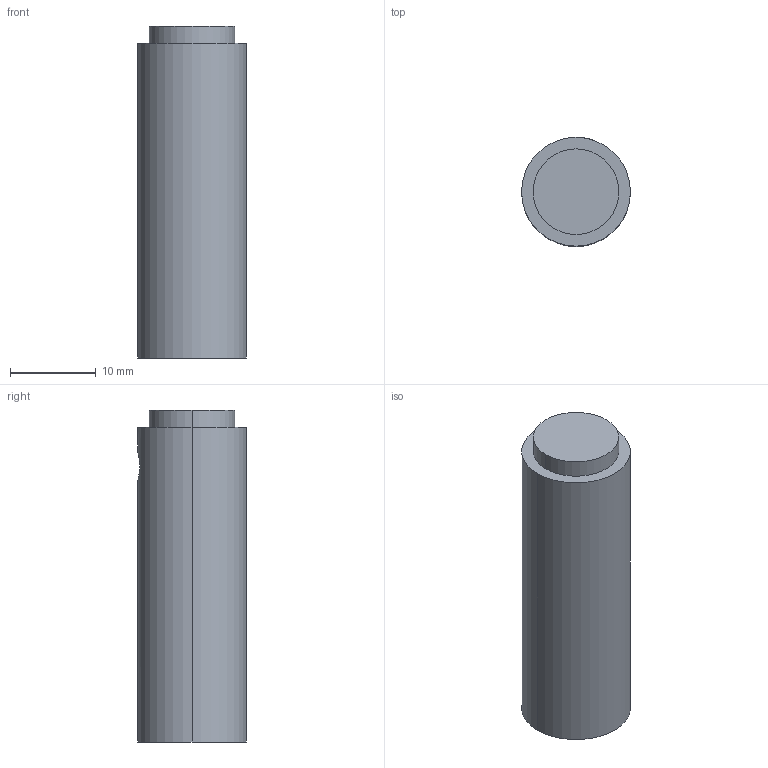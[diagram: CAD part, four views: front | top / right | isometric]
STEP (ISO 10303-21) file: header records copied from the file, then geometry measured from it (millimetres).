
FILE_DESCRIPTION (( 'STEP AP214' ), '1' );
FILE_NAME ('Lance 1.STEP', '2020-09-04T22:58:35', ( '' ), ( '' ), 'SwSTEP 2.0', 'SolidWorks 2019', '' );
FILE_SCHEMA (( 'AUTOMOTIVE_DESIGN' ));
Length unit declared in the file: inch
Products named in the file (1): Lance 1
Bounding box: 12.66 x 12.66 x 38.61 mm (x, y, z)
Volume: 1254.5 mm3; surface area: 3003 mm2
Topology: 1 solids, 1 shells, 21 faces, 47 edges, 28 vertices
Faces by surface type: cylinder 8, bspline 6, plane 5, cone 2
Entity records: 925 total; most frequent: CARTESIAN_POINT 475, ORIENTED_EDGE 90, DIRECTION 68, EDGE_CURVE 45, AXIS2_PLACEMENT_3D 30, VERTEX_POINT 28, EDGE_LOOP 25, B_SPLINE_CURVE_WITH_KNOTS 23
